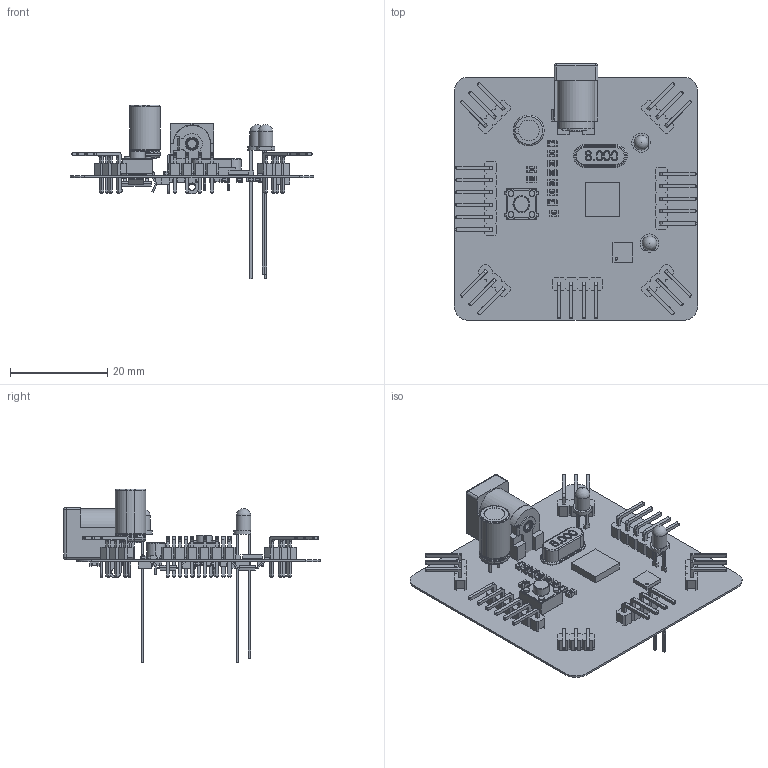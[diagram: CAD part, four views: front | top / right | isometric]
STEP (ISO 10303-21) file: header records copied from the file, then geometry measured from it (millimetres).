
FILE_DESCRIPTION(('Open CASCADE Model'),'2;1');
FILE_NAME('Open CASCADE Shape Model','2020-05-23T11:07:28',('Author'),( 'Open CASCADE'),'Open CASCADE STEP processor 6.8','Open CASCADE 6.8' ,'Unknown');
FILE_SCHEMA(('AUTOMOTIVE_DESIGN { 1 0 10303 214 1 1 1 1 }'));
Length unit declared in the file: millimetre
Products named in the file (103): PCB; Board; Open CASCADE STEP translator 6.8 5.1.1; R12; SW3dPS-0805_SMD_Resistor; LD2; WL-TMRW_3mm; LD1; R11; R10; R9; R8; C19; capacitor_0805; B1; 4301x60507x6; 7-12V; 694106301002; 6941xx301002; 694106301002_PinContact; 6941xx301002_Back; 6941xx301002_PinContact2; 6941xx301002_PinLame; 6941xx301002_PinBis; U4; AMS1117-3.3--3DModel-STEP-56544; U3; D4; 6746890352; Extruded; D3; C17; capacitor_1206; C16; D2; TELEMETRY; 1x4H_Male_2.54_Header; Open CASCADE STEP translator 6.8 5.19.1.1; Open CASCADE STEP translator 6.8 5.19.1.2; ST-LINK ...
Assembly tree (155 placements, depth 5):
  PCB
    Board
      Open CASCADE STEP translator 6.8 5.1.1
    R12
      SW3dPS-0805_SMD_Resistor
    LD2
      WL-TMRW_3mm
    LD1
      WL-TMRW_3mm
    R11
      SW3dPS-0805_SMD_Resistor
    R10
      SW3dPS-0805_SMD_Resistor
    R9
      SW3dPS-0805_SMD_Resistor
    R8
      SW3dPS-0805_SMD_Resistor
    C19
      capacitor_0805
    B1
      4301x60507x6
    7-12V
      694106301002
        6941xx301002
        694106301002_PinContact
        6941xx301002_Back
        6941xx301002_PinContact2
        6941xx301002_PinLame
        6941xx301002_PinBis
    U4
      AMS1117-3.3--3DModel-STEP-56544
    U3
      AMS1117-3.3--3DModel-STEP-56544
    D4
      6746890352
        Extruded
    D3
      6746890352
        Extruded
    C17
      capacitor_1206
    C16
      capacitor_1206
    D2
      6746890352
        Extruded
    TELEMETRY
      1x4H_Male_2.54_Header
        Open CASCADE STEP translator 6.8 5.19.1.1
        Open CASCADE STEP translator 6.8 5.19.1.2
    ST-LINK
      1x5H_Male_2.54_Header
        Open CASCADE STEP translator 6.8 5.20.1.1
        Open CASCADE STEP translator 6.8 5.20.1.2
    M4
      1x3H_Male_2.54_Header
        Open CASCADE STEP translator 6.8 5.21.1.1
        Open CASCADE STEP translator 6.8 5.21.1.2
    M3
      1x3H_Male_2.54_Header
Bounding box: 50 x 52.75 x 35.7 mm (x, y, z)
Volume: 2945.7 mm3; surface area: 11120.1 mm2
Topology: 93 solids, 94 shells, 5869 faces, 14453 edges, 8959 vertices
Faces by surface type: plane 2358, bspline 2196, cylinder 1139, sphere 110, torus 59, revolution 5, cone 2
Full cylindrical faces by diameter (mm): 0.5 x3, 1.2 x4, 1.5 x3, 1.8 x1, 2 x5, 3 x2, 3.2 x2, 3.25 x1, 3.5 x1, 4.7 x2, 5.9 x3, 6.1 x2, 6.4 x1
Entity records: 64853 total; most frequent: CARTESIAN_POINT 16040, ORIENTED_EDGE 7987, DIRECTION 7685, EDGE_CURVE 3994, LINE 2758, VECTOR 2758, VERTEX_POINT 2490, AXIS2_PLACEMENT_3D 2461
